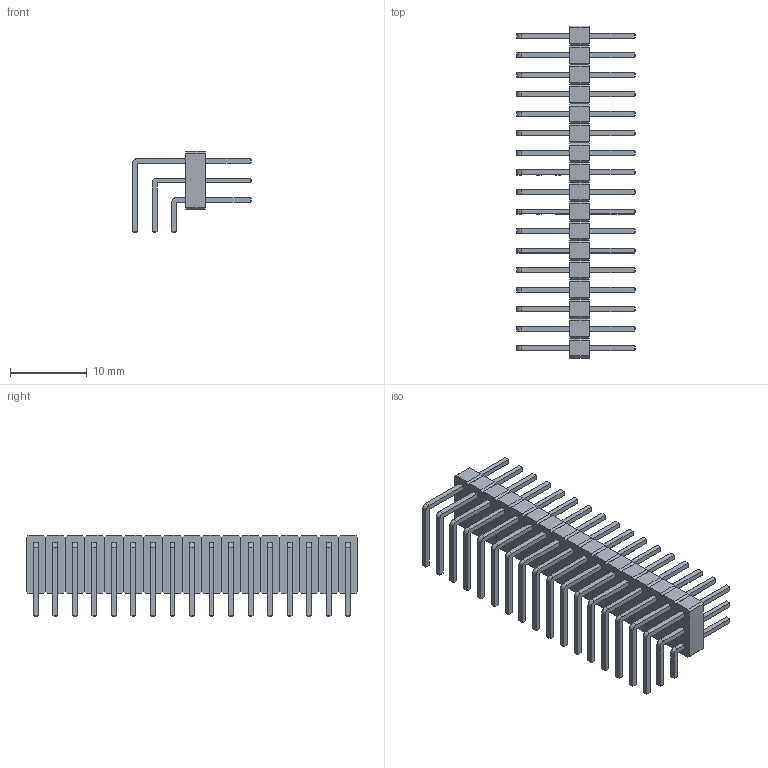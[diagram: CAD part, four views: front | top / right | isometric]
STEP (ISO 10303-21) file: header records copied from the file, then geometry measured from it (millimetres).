
FILE_DESCRIPTION(('FreeCAD Model'),'2;1');
FILE_NAME('Open CASCADE Shape Model','2022-01-07T04:53:57',( 'kicad StepUp'),('ksu MCAD'),'Open CASCADE STEP processor 7.5', 'FreeCAD','Unknown');
FILE_SCHEMA(('AUTOMOTIVE_DESIGN { 1 0 10303 214 1 1 1 1 }'));
Length unit declared in the file: millimetre
Products named in the file (1): PinHeader_3x17_P2.54mm_Horizontal
Bounding box: 15.44 x 43.18 x 10.62 mm (x, y, z)
Volume: 1176.5 mm3; surface area: 4321.8 mm2
Topology: 68 solids, 68 shells, 1241 faces, 2907 edges, 1802 vertices
Faces by surface type: plane 1190, cylinder 51
Entity records: 43643 total; most frequent: CARTESIAN_POINT 5951, ORIENTED_EDGE 5814, DIRECTION 5493, EDGE_CURVE 2907, LINE 2805, VECTOR 2805, VERTEX_POINT 1802, AXIS2_PLACEMENT_3D 1344
